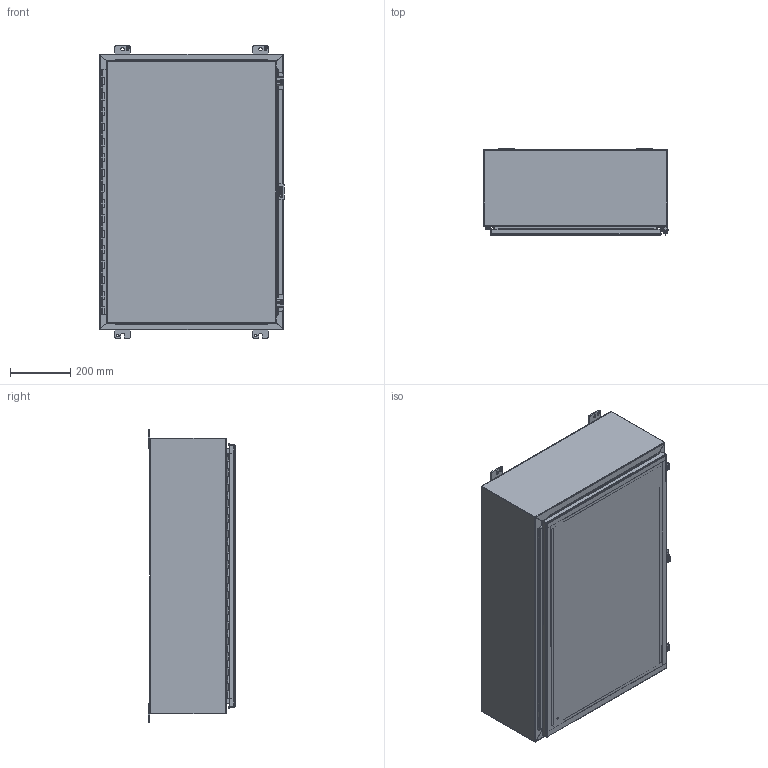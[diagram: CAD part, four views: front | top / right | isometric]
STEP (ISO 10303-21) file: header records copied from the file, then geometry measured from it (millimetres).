
FILE_DESCRIPTION (( 'STEP AP203' ), '1' );
FILE_NAME ('1418L10_Default.step', '2019-10-31T19:36:24', ( 'ADC123' ), ( 'Microsoft' ), 'SwSTEP 2.0', 'SolidWorks 2019', '' );
FILE_SCHEMA (( 'CONFIG_CONTROL_DESIGN' ));
Length unit declared in the file: inch
Products named in the file (1): 1418L10_Default
Bounding box: 612.77 x 290.5 x 971.55 mm (x, y, z)
Volume: 5348594.1 mm3; surface area: 5464907.9 mm2
Topology: 44 solids, 44 shells, 1333 faces, 3409 edges, 2198 vertices
Faces by surface type: plane 791, cylinder 458, bspline 70, cone 14
Entity records: 42868 total; most frequent: CARTESIAN_POINT 10283, ORIENTED_EDGE 6818, DIRECTION 6663, EDGE_CURVE 3409, LINE 2351, VECTOR 2351, VERTEX_POINT 2198, AXIS2_PLACEMENT_3D 2156
